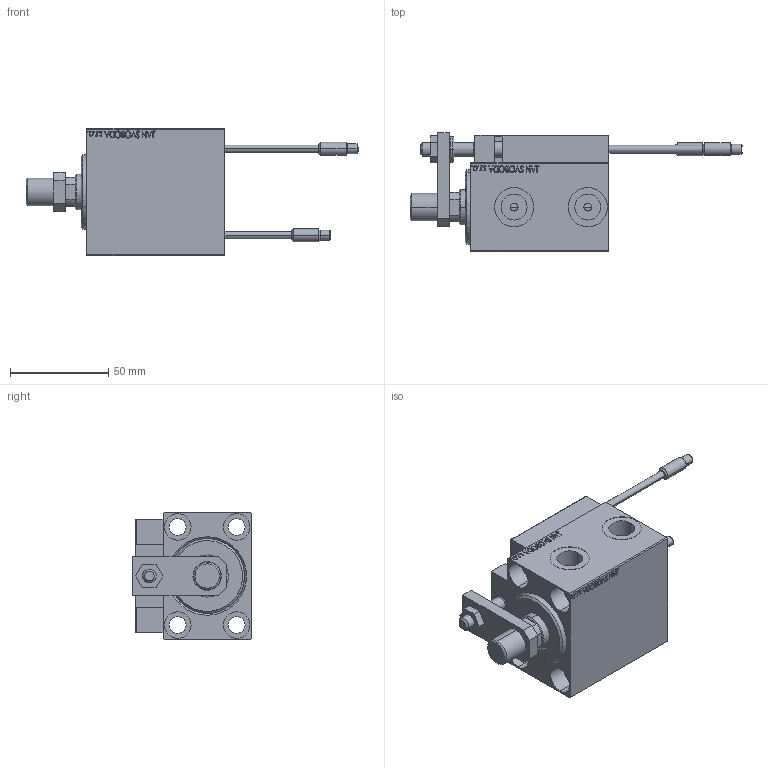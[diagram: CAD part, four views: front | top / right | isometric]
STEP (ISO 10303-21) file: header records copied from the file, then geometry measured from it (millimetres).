
FILE_DESCRIPTION (( 'STEP AP203' ), '1' );
FILE_NAME ('fcfe.STEP', '2024-02-12T03:51:23', ( '' ), ( '' ), 'SwSTEP 2.0', 'SolidWorks 2019', '' );
FILE_SCHEMA (( 'CONFIG_CONTROL_DESIGN' ));
Length unit declared in the file: millimetre
Products named in the file (16): ALLEN BOLT D8 fc5cd461cecec56b820092903a3cac5f; KONCOVKA_Y fc5cd461cecec56b820092903a3cac5f; SWITCH_X_FRONT_BACK fc5cd461cecec56b820092903a3cac5f; Block fc5cd461cecec56b820092903a3cac5f; MAGNET fc5cd461cecec56b820092903a3cac5f; V450CM_C_VCP fc5cd461cecec56b820092903a3cac5f; fcfe; ZARAZKA fc5cd461cecec56b820092903a3cac5f; SWITCH X fc5cd461cecec56b820092903a3cac5f; NUT_D12 fc5cd461cecec56b820092903a3cac5f; TYC_L79 fc5cd461cecec56b820092903a3cac5f; V450CM_C_Body fc5cd461cecec56b820092903a3cac5f; V450CM_VC_B fc5cd461cecec56b820092903a3cac5f; V450CM_MALE_METRIC fc5cd461cecec56b820092903a3cac5f; ALLEN BOLT D5 fc5cd461cecec56b820092903a3cac5f; SWITCH DIM B,W fc5cd461cecec56b820092903a3cac5f
Assembly tree (25 placements, depth 3):
  fcfe
    V450CM_C_Body fc5cd461cecec56b820092903a3cac5f
    SWITCH X fc5cd461cecec56b820092903a3cac5f
      SWITCH_X_FRONT_BACK fc5cd461cecec56b820092903a3cac5f  x2
      TYC_L79 fc5cd461cecec56b820092903a3cac5f
      Block fc5cd461cecec56b820092903a3cac5f  x2
      ALLEN BOLT D5 fc5cd461cecec56b820092903a3cac5f  x4
      ALLEN BOLT D8 fc5cd461cecec56b820092903a3cac5f  x4
      MAGNET fc5cd461cecec56b820092903a3cac5f  x2
      KONCOVKA_Y fc5cd461cecec56b820092903a3cac5f  x2
    NUT_D12 fc5cd461cecec56b820092903a3cac5f
    SWITCH DIM B,W fc5cd461cecec56b820092903a3cac5f
    ZARAZKA fc5cd461cecec56b820092903a3cac5f
    V450CM_C_VCP fc5cd461cecec56b820092903a3cac5f
    V450CM_VC_B fc5cd461cecec56b820092903a3cac5f
    V450CM_MALE_METRIC fc5cd461cecec56b820092903a3cac5f
Bounding box: 169 x 60.5 x 65 mm (x, y, z)
Volume: 227170.8 mm3; surface area: 71177.9 mm2
Topology: 24 solids, 24 shells, 1317 faces, 3138 edges, 2001 vertices
Faces by surface type: plane 565, bspline 380, cylinder 200, cone 118, torus 50, sphere 4
Entity records: 51014 total; most frequent: CARTESIAN_POINT 26121, ORIENTED_EDGE 5252, DIRECTION 3586, EDGE_CURVE 2626, VERTEX_POINT 1713, VECTOR 1502, LINE 1502, EDGE_LOOP 1219
